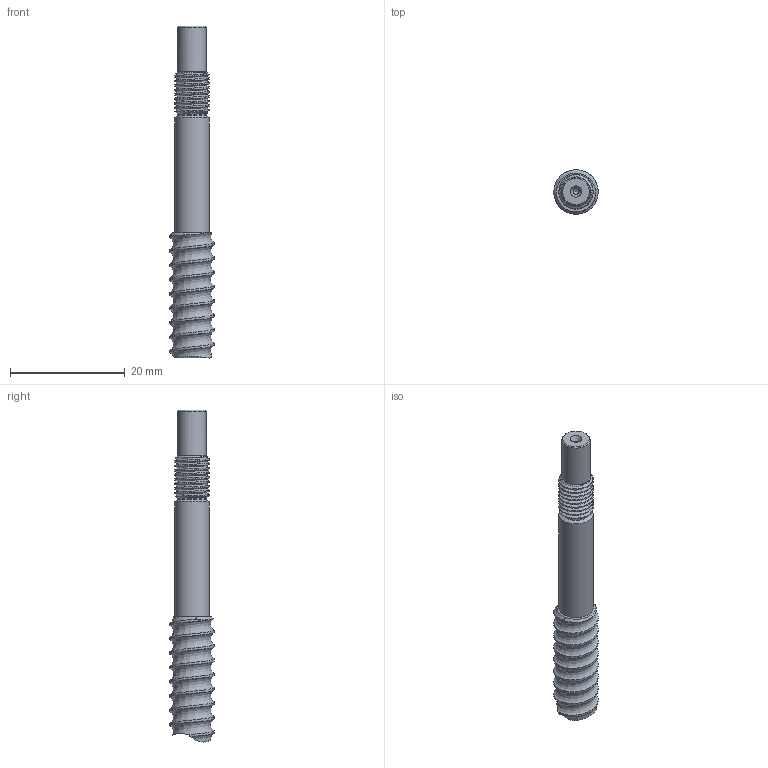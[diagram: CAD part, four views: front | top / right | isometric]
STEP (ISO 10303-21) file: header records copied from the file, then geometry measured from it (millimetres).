
FILE_DESCRIPTION(/* description */ ('Alibre Inc.'),/* implementation_level */ '2;1');
FILE_NAME(/* name */ 'export-7BB588C8-6BC3-45D3-9232-239EA180228C',/* time_stamp */ '2024-06-21T16:15:06+02:00',/* author */ (''),/* organization */ (''),/* preprocessor_version */ 'ST-DEVELOPER v17',/* originating_system */ 'Alibre',/* authorisation */ '');
FILE_SCHEMA (('AUTOMOTIVE_DESIGN'));
Length unit declared in the file: millimetre
Bounding box: 7.7 x 7.7 x 57.76 mm (x, y, z)
Volume: 1717.4 mm3; surface area: 1350.1 mm2
Topology: 1 solids, 1 shells, 21 faces, 47 edges, 29 vertices
Faces by surface type: cylinder 8, cone 7, plane 3, bspline 3
Full cylindrical faces by diameter (mm): 1 x1, 4.9 x1, 5 x1, 6 x1
Entity records: 4028 total; most frequent: CARTESIAN_POINT 3639, ORIENTED_EDGE 68, DIRECTION 64, EDGE_CURVE 34, AXIS2_PLACEMENT_3D 33, FACE_BOUND 32, EDGE_LOOP 31, VERTEX_POINT 26
